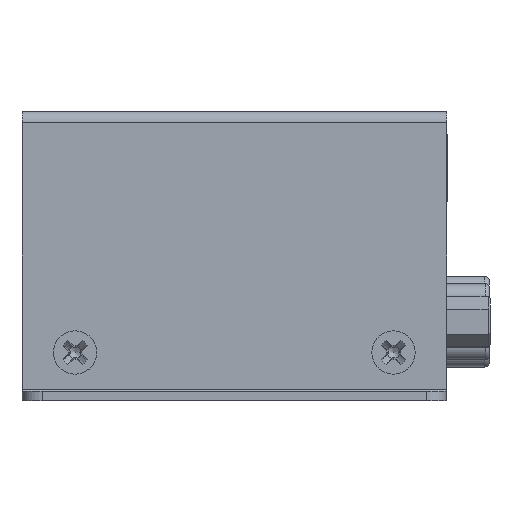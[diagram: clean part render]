
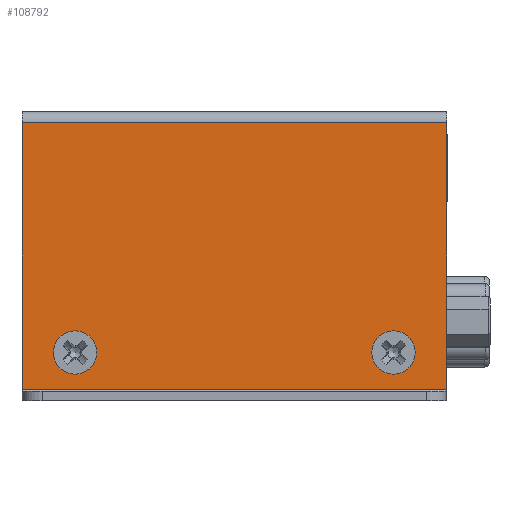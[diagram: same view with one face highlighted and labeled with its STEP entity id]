
A CAD part, front view. The second image highlights one B-rep face of the part: STEP entity #108792.
In plain terms, the highlighted face is planar.
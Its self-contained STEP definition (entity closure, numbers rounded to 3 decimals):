
#108792 = ADVANCED_FACE('',(#108793,#108804,#108838),#108849,.T.);
#108793 = FACE_BOUND('',#108794,.T.);
#108794 = EDGE_LOOP('',(#108795));
#108795 = ORIENTED_EDGE('',*,*,#108796,.F.);
#108796 = EDGE_CURVE('',#108797,#108797,#108799,.T.);
#108797 = VERTEX_POINT('',#108798);
#108798 = CARTESIAN_POINT('',(-18.74,38.,25.));
#108799 = CIRCLE('',#108800,2.24);
#108800 = AXIS2_PLACEMENT_3D('',#108801,#108802,#108803);
#108801 = CARTESIAN_POINT('',(-16.5,38.,25.));
#108802 = DIRECTION('',(0.,1.,0.));
#108803 = DIRECTION('',(-1.,0.,0.));
#108804 = FACE_BOUND('',#108805,.T.);
#108805 = EDGE_LOOP('',(#108806,#108816,#108824,#108832));
#108806 = ORIENTED_EDGE('',*,*,#108807,.F.);
#108807 = EDGE_CURVE('',#108808,#108810,#108812,.T.);
#108808 = VERTEX_POINT('',#108809);
#108809 = CARTESIAN_POINT('',(-22.,38.,1.2));
#108810 = VERTEX_POINT('',#108811);
#108811 = CARTESIAN_POINT('',(22.,38.,1.2));
#108812 = LINE('',#108813,#108814);
#108813 = CARTESIAN_POINT('',(-22.,38.,1.2));
#108814 = VECTOR('',#108815,1.);
#108815 = DIRECTION('',(1.,0.,0.));
#108816 = ORIENTED_EDGE('',*,*,#108817,.T.);
#108817 = EDGE_CURVE('',#108808,#108818,#108820,.T.);
#108818 = VERTEX_POINT('',#108819);
#108819 = CARTESIAN_POINT('',(-22.,38.,28.8));
#108820 = LINE('',#108821,#108822);
#108821 = CARTESIAN_POINT('',(-22.,38.,1.2));
#108822 = VECTOR('',#108823,1.);
#108823 = DIRECTION('',(0.,0.,1.));
#108824 = ORIENTED_EDGE('',*,*,#108825,.T.);
#108825 = EDGE_CURVE('',#108818,#108826,#108828,.T.);
#108826 = VERTEX_POINT('',#108827);
#108827 = CARTESIAN_POINT('',(22.,38.,28.8));
#108828 = LINE('',#108829,#108830);
#108829 = CARTESIAN_POINT('',(-22.,38.,28.8));
#108830 = VECTOR('',#108831,1.);
#108831 = DIRECTION('',(1.,0.,0.));
#108832 = ORIENTED_EDGE('',*,*,#108833,.T.);
#108833 = EDGE_CURVE('',#108826,#108810,#108834,.T.);
#108834 = LINE('',#108835,#108836);
#108835 = CARTESIAN_POINT('',(22.,38.,28.8));
#108836 = VECTOR('',#108837,1.);
#108837 = DIRECTION('',(0.,0.,-1.));
#108838 = FACE_BOUND('',#108839,.T.);
#108839 = EDGE_LOOP('',(#108840));
#108840 = ORIENTED_EDGE('',*,*,#108841,.F.);
#108841 = EDGE_CURVE('',#108842,#108842,#108844,.T.);
#108842 = VERTEX_POINT('',#108843);
#108843 = CARTESIAN_POINT('',(14.26,38.,25.));
#108844 = CIRCLE('',#108845,2.24);
#108845 = AXIS2_PLACEMENT_3D('',#108846,#108847,#108848);
#108846 = CARTESIAN_POINT('',(16.5,38.,25.));
#108847 = DIRECTION('',(0.,1.,0.));
#108848 = DIRECTION('',(-1.,0.,0.));
#108849 = PLANE('',#108850);
#108850 = AXIS2_PLACEMENT_3D('',#108851,#108852,#108853);
#108851 = CARTESIAN_POINT('',(0.,38.,15.));
#108852 = DIRECTION('',(-0.,1.,-0.));
#108853 = DIRECTION('',(-1.,0.,0.));
